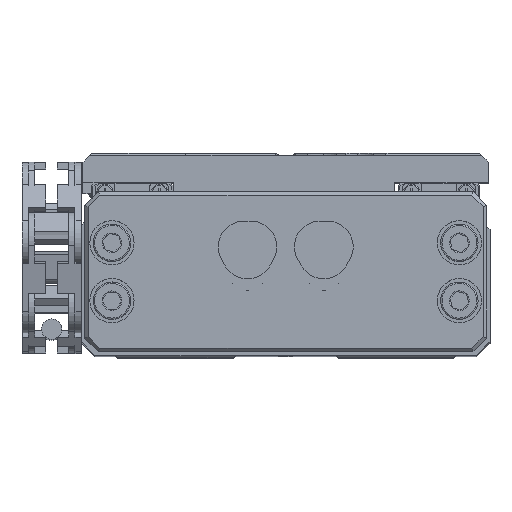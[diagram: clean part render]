
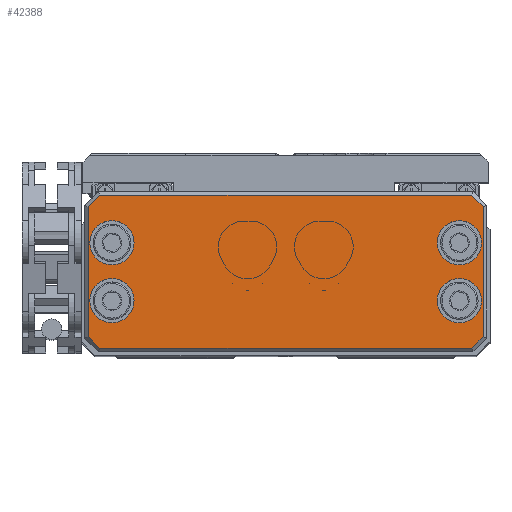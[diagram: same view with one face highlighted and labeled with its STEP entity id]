
A CAD part, top view. The second image highlights one B-rep face of the part: STEP entity #42388.
In plain terms, the highlighted planar face has unit normal (0, 0, 1).
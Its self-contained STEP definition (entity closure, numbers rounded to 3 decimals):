
#211 = CARTESIAN_POINT ( 'NONE',  ( 0., -23.5, 11. ) ) ;
#1043 = CARTESIAN_POINT ( 'NONE',  ( 39.896, 16.396, 11. ) ) ;
#1244 = ORIENTED_EDGE ( 'NONE', *, *, #3452, .T. ) ;
#1392 = ORIENTED_EDGE ( 'NONE', *, *, #24097, .F. ) ;
#1540 = EDGE_CURVE ( 'NONE', #14484, #12998, #4585, .T. ) ;
#1795 = DIRECTION ( 'NONE',  ( 1., 0., 0. ) ) ;
#2757 = VERTEX_POINT ( 'NONE', #39579 ) ;
#2773 = VERTEX_POINT ( 'NONE', #40306 ) ;
#3359 = VERTEX_POINT ( 'NONE', #19141 ) ;
#3452 = EDGE_CURVE ( 'NONE', #33837, #18765, #12697, .T. ) ;
#3664 = DIRECTION ( 'NONE',  ( 0., 1., 0. ) ) ;
#3742 = ORIENTED_EDGE ( 'NONE', *, *, #23386, .F. ) ;
#4060 = CARTESIAN_POINT ( 'NONE',  ( 7.25, -7.5, 11. ) ) ;
#4366 = DIRECTION ( 'NONE',  ( 1., 0., 0. ) ) ;
#4572 = ORIENTED_EDGE ( 'NONE', *, *, #24576, .F. ) ;
#4585 = CIRCLE ( 'NONE', #6944, 3.25 ) ;
#4792 = AXIS2_PLACEMENT_3D ( 'NONE', #45790, #42070, #42804 ) ;
#4898 = ORIENTED_EDGE ( 'NONE', *, *, #11665, .T. ) ;
#5626 = CARTESIAN_POINT ( 'NONE',  ( 2.207, -23., 11. ) ) ;
#5678 = ORIENTED_EDGE ( 'NONE', *, *, #25731, .T. ) ;
#5684 = ORIENTED_EDGE ( 'NONE', *, *, #13854, .T. ) ;
#5908 = CARTESIAN_POINT ( 'NONE',  ( 51.75, -7.5, 11. ) ) ;
#6944 = AXIS2_PLACEMENT_3D ( 'NONE', #9873, #10594, #25001 ) ;
#7153 = CARTESIAN_POINT ( 'NONE',  ( 58.5, -2., 11. ) ) ;
#7432 = DIRECTION ( 'NONE',  ( 0., -1., 0. ) ) ;
#7640 = DIRECTION ( 'NONE',  ( 1., 0., 0. ) ) ;
#8351 = CIRCLE ( 'NONE', #20227, 3.25 ) ;
#8705 = VECTOR ( 'NONE', #3664, 1000. ) ;
#9046 = CIRCLE ( 'NONE', #15379, 3.25 ) ;
#9081 = DIRECTION ( 'NONE',  ( 1., 0., 0. ) ) ;
#9815 = CARTESIAN_POINT ( 'NONE',  ( 4., -16., 11. ) ) ;
#9873 = CARTESIAN_POINT ( 'NONE',  ( 55., -7.5, 11. ) ) ;
#10252 = ORIENTED_EDGE ( 'NONE', *, *, #40871, .T. ) ;
#10358 = ORIENTED_EDGE ( 'NONE', *, *, #1540, .F. ) ;
#10594 = DIRECTION ( 'NONE',  ( 0., 0., 1. ) ) ;
#10828 = CARTESIAN_POINT ( 'NONE',  ( -10.396, -13.104, 11. ) ) ;
#11197 = DIRECTION ( 'NONE',  ( -1., 0., 0. ) ) ;
#11665 = EDGE_CURVE ( 'NONE', #2773, #33837, #37137, .T. ) ;
#11841 = VERTEX_POINT ( 'NONE', #4060 ) ;
#12697 = LINE ( 'NONE', #1043, #20479 ) ;
#12998 = VERTEX_POINT ( 'NONE', #5908 ) ;
#13561 = DIRECTION ( 'NONE',  ( 0., 0., 1. ) ) ;
#13854 = EDGE_CURVE ( 'NONE', #3359, #34513, #26765, .T. ) ;
#14484 = VERTEX_POINT ( 'NONE', #31882 ) ;
#14858 = FACE_BOUND ( 'NONE', #30208, .T. ) ;
#15223 = CIRCLE ( 'NONE', #44456, 3.25 ) ;
#15379 = AXIS2_PLACEMENT_3D ( 'NONE', #23194, #15767, #4366 ) ;
#15767 = DIRECTION ( 'NONE',  ( 0., 0., 1. ) ) ;
#17227 = ORIENTED_EDGE ( 'NONE', *, *, #29592, .F. ) ;
#17309 = CARTESIAN_POINT ( 'NONE',  ( 1.354, -22.146, 11. ) ) ;
#18029 = EDGE_LOOP ( 'NONE', ( #4898, #1244, #5678, #10252, #5684, #22880, #25080, #19488 ) ) ;
#18413 = CARTESIAN_POINT ( 'NONE',  ( 51.75, -16., 11. ) ) ;
#18501 = EDGE_CURVE ( 'NONE', #2757, #31407, #8351, .T. ) ;
#18553 = FACE_BOUND ( 'NONE', #45972, .T. ) ;
#18765 = VERTEX_POINT ( 'NONE', #28552 ) ;
#18849 = CARTESIAN_POINT ( 'NONE',  ( 56.793, -23., 11. ) ) ;
#19141 = CARTESIAN_POINT ( 'NONE',  ( 0.5, -2.207, 11. ) ) ;
#19488 = ORIENTED_EDGE ( 'NONE', *, *, #21543, .T. ) ;
#20227 = AXIS2_PLACEMENT_3D ( 'NONE', #9815, #21208, #36333 ) ;
#20314 = CARTESIAN_POINT ( 'NONE',  ( 0.5, -21.293, 11. ) ) ;
#20479 = VECTOR ( 'NONE', #27346, 1000. ) ;
#20544 = EDGE_CURVE ( 'NONE', #34513, #31969, #45246, .T. ) ;
#20634 = DIRECTION ( 'NONE',  ( 0., 0., 1. ) ) ;
#20883 = CIRCLE ( 'NONE', #48603, 3.25 ) ;
#21111 = CARTESIAN_POINT ( 'NONE',  ( 55., -16., 11. ) ) ;
#21208 = DIRECTION ( 'NONE',  ( 0., 0., 1. ) ) ;
#21543 = EDGE_CURVE ( 'NONE', #42057, #2773, #43596, .T. ) ;
#22828 = EDGE_CURVE ( 'NONE', #31969, #42057, #28899, .T. ) ;
#22880 = ORIENTED_EDGE ( 'NONE', *, *, #20544, .T. ) ;
#23005 = PLANE ( 'NONE',  #37197 ) ;
#23194 = CARTESIAN_POINT ( 'NONE',  ( 4., -7.5, 11. ) ) ;
#23386 = EDGE_CURVE ( 'NONE', #36104, #30872, #29572, .T. ) ;
#24097 = EDGE_CURVE ( 'NONE', #11841, #29392, #9046, .T. ) ;
#24285 = DIRECTION ( 'NONE',  ( 0.707, 0.707, 0. ) ) ;
#24527 = CARTESIAN_POINT ( 'NONE',  ( 28.146, -51.646, 11. ) ) ;
#24576 = EDGE_CURVE ( 'NONE', #29392, #11841, #29568, .T. ) ;
#24971 = DIRECTION ( 'NONE',  ( 1., 0., 0. ) ) ;
#25001 = DIRECTION ( 'NONE',  ( 1., 0., 0. ) ) ;
#25077 = VECTOR ( 'NONE', #34082, 1000. ) ;
#25080 = ORIENTED_EDGE ( 'NONE', *, *, #22828, .T. ) ;
#25731 = EDGE_CURVE ( 'NONE', #18765, #44756, #41448, .T. ) ;
#26088 = CARTESIAN_POINT ( 'NONE',  ( 2., -0.5, 11. ) ) ;
#26256 = FACE_BOUND ( 'NONE', #31959, .T. ) ;
#26765 = LINE ( 'NONE', #45103, #42255 ) ;
#27144 = VECTOR ( 'NONE', #9081, 1000. ) ;
#27346 = DIRECTION ( 'NONE',  ( -0.707, 0.707, 0. ) ) ;
#28340 = VECTOR ( 'NONE', #24285, 1000. ) ;
#28380 = VECTOR ( 'NONE', #29445, 1000. ) ;
#28552 = CARTESIAN_POINT ( 'NONE',  ( 56.793, -0.5, 11. ) ) ;
#28815 = CARTESIAN_POINT ( 'NONE',  ( 58.5, -2.207, 11. ) ) ;
#28899 = LINE ( 'NONE', #44003, #27144 ) ;
#29066 = CARTESIAN_POINT ( 'NONE',  ( 2.207, -0.5, 11. ) ) ;
#29392 = VERTEX_POINT ( 'NONE', #32431 ) ;
#29445 = DIRECTION ( 'NONE',  ( -0.707, -0.707, 0. ) ) ;
#29568 = CIRCLE ( 'NONE', #35110, 3.25 ) ;
#29572 = CIRCLE ( 'NONE', #39089, 3.25 ) ;
#29592 = EDGE_CURVE ( 'NONE', #30872, #36104, #31696, .T. ) ;
#30208 = EDGE_LOOP ( 'NONE', ( #10358, #47269 ) ) ;
#30705 = FACE_OUTER_BOUND ( 'NONE', #18029, .T. ) ;
#30872 = VERTEX_POINT ( 'NONE', #18413 ) ;
#31407 = VERTEX_POINT ( 'NONE', #46347 ) ;
#31696 = CIRCLE ( 'NONE', #4792, 3.25 ) ;
#31882 = CARTESIAN_POINT ( 'NONE',  ( 58.25, -7.5, 11. ) ) ;
#31959 = EDGE_LOOP ( 'NONE', ( #35246, #37302 ) ) ;
#31969 = VERTEX_POINT ( 'NONE', #5626 ) ;
#32431 = CARTESIAN_POINT ( 'NONE',  ( 0.75, -7.5, 11. ) ) ;
#33410 = LINE ( 'NONE', #10828, #28380 ) ;
#33837 = VERTEX_POINT ( 'NONE', #28815 ) ;
#34082 = DIRECTION ( 'NONE',  ( 0.707, -0.707, 0. ) ) ;
#34513 = VERTEX_POINT ( 'NONE', #20314 ) ;
#35017 = EDGE_CURVE ( 'NONE', #12998, #14484, #20883, .T. ) ;
#35110 = AXIS2_PLACEMENT_3D ( 'NONE', #46666, #20634, #1795 ) ;
#35145 = CARTESIAN_POINT ( 'NONE',  ( 58.25, -16., 11. ) ) ;
#35246 = ORIENTED_EDGE ( 'NONE', *, *, #48448, .F. ) ;
#35420 = EDGE_LOOP ( 'NONE', ( #3742, #17227 ) ) ;
#35760 = DIRECTION ( 'NONE',  ( 1., 0., 0. ) ) ;
#36104 = VERTEX_POINT ( 'NONE', #35145 ) ;
#36266 = CARTESIAN_POINT ( 'NONE',  ( 4., -16., 11. ) ) ;
#36333 = DIRECTION ( 'NONE',  ( 1., 0., 0. ) ) ;
#37137 = LINE ( 'NONE', #7153, #8705 ) ;
#37197 = AXIS2_PLACEMENT_3D ( 'NONE', #211, #38136, #7640 ) ;
#37302 = ORIENTED_EDGE ( 'NONE', *, *, #18501, .F. ) ;
#38136 = DIRECTION ( 'NONE',  ( 0., 0., 1. ) ) ;
#39089 = AXIS2_PLACEMENT_3D ( 'NONE', #21111, #39478, #35760 ) ;
#39478 = DIRECTION ( 'NONE',  ( 0., 0., 1. ) ) ;
#39502 = DIRECTION ( 'NONE',  ( 0., 0., 1. ) ) ;
#39579 = CARTESIAN_POINT ( 'NONE',  ( 0.75, -16., 11. ) ) ;
#40306 = CARTESIAN_POINT ( 'NONE',  ( 58.5, -21.293, 11. ) ) ;
#40871 = EDGE_CURVE ( 'NONE', #44756, #3359, #33410, .T. ) ;
#41369 = FACE_BOUND ( 'NONE', #35420, .T. ) ;
#41448 = LINE ( 'NONE', #26088, #44699 ) ;
#42057 = VERTEX_POINT ( 'NONE', #18849 ) ;
#42070 = DIRECTION ( 'NONE',  ( 0., 0., 1. ) ) ;
#42255 = VECTOR ( 'NONE', #7432, 1000. ) ;
#42388 = ADVANCED_FACE ( 'NONE', ( #30705, #18553, #26256, #41369, #14858 ), #23005, .T. ) ;
#42804 = DIRECTION ( 'NONE',  ( 1., 0., 0. ) ) ;
#43596 = LINE ( 'NONE', #24527, #28340 ) ;
#43710 = DIRECTION ( 'NONE',  ( 1., 0., 0. ) ) ;
#44003 = CARTESIAN_POINT ( 'NONE',  ( 57., -23., 11. ) ) ;
#44456 = AXIS2_PLACEMENT_3D ( 'NONE', #36266, #39502, #43710 ) ;
#44699 = VECTOR ( 'NONE', #11197, 1000. ) ;
#44756 = VERTEX_POINT ( 'NONE', #29066 ) ;
#45103 = CARTESIAN_POINT ( 'NONE',  ( 0.5, -21.5, 11. ) ) ;
#45246 = LINE ( 'NONE', #17309, #25077 ) ;
#45790 = CARTESIAN_POINT ( 'NONE',  ( 55., -16., 11. ) ) ;
#45972 = EDGE_LOOP ( 'NONE', ( #1392, #4572 ) ) ;
#46347 = CARTESIAN_POINT ( 'NONE',  ( 7.25, -16., 11. ) ) ;
#46666 = CARTESIAN_POINT ( 'NONE',  ( 4., -7.5, 11. ) ) ;
#47269 = ORIENTED_EDGE ( 'NONE', *, *, #35017, .F. ) ;
#47511 = CARTESIAN_POINT ( 'NONE',  ( 55., -7.5, 11. ) ) ;
#48448 = EDGE_CURVE ( 'NONE', #31407, #2757, #15223, .T. ) ;
#48603 = AXIS2_PLACEMENT_3D ( 'NONE', #47511, #13561, #24971 ) ;
